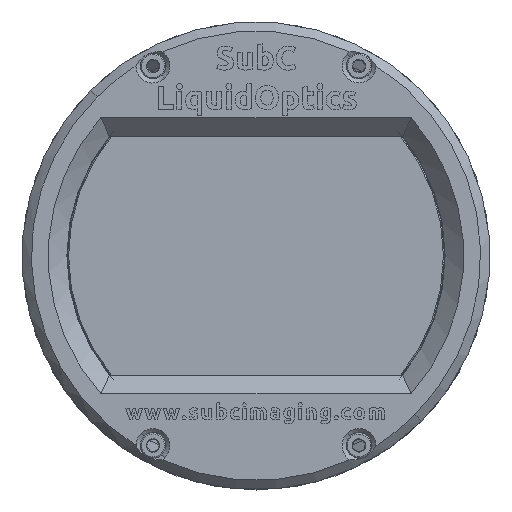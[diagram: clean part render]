
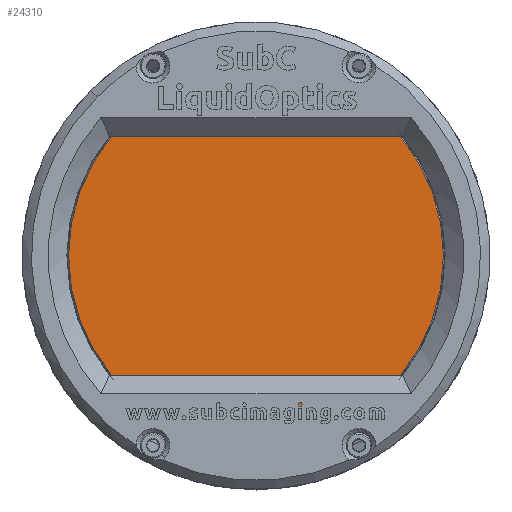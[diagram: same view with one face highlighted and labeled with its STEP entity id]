
A CAD part, top view. The second image highlights one B-rep face of the part: STEP entity #24310.
In plain terms, the highlighted planar face has unit normal (0, 0, 1).
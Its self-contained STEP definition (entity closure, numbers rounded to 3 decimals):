
#301 = CARTESIAN_POINT ( 'NONE',  ( 0., -40.38, 102.67 ) ) ;
#3180 = AXIS2_PLACEMENT_3D ( 'NONE', #17321, #32691, #36246 ) ;
#4103 = EDGE_CURVE ( 'NONE', #26753, #9952, #37205, .T. ) ;
#4412 = DIRECTION ( 'NONE',  ( 0., 0., 1. ) ) ;
#9952 = VERTEX_POINT ( 'NONE', #301 ) ;
#11734 = DIRECTION ( 'NONE',  ( 0., -1., 0. ) ) ;
#14370 = ORIENTED_EDGE ( 'NONE', *, *, #4103, .T. ) ;
#17321 = CARTESIAN_POINT ( 'NONE',  ( 0., 0., 102.67 ) ) ;
#17404 = CARTESIAN_POINT ( 'NONE',  ( 0., 0., 102.67 ) ) ;
#18777 = CARTESIAN_POINT ( 'NONE',  ( 0., 40.38, 102.67 ) ) ;
#21420 = DIRECTION ( 'NONE',  ( 0., 0., 1. ) ) ;
#24310 = ADVANCED_FACE ( 'NONE', ( #46766 ), #38943, .T. ) ;
#26753 = VERTEX_POINT ( 'NONE', #18777 ) ;
#31839 = DIRECTION ( 'NONE',  ( 0., -1., 0. ) ) ;
#32691 = DIRECTION ( 'NONE',  ( 0., 0., 1. ) ) ;
#33061 = CARTESIAN_POINT ( 'NONE',  ( 0., 0., 102.67 ) ) ;
#36174 = AXIS2_PLACEMENT_3D ( 'NONE', #33061, #4412, #11734 ) ;
#36246 = DIRECTION ( 'NONE',  ( 0., -1., 0. ) ) ;
#36509 = AXIS2_PLACEMENT_3D ( 'NONE', #17404, #21420, #31839 ) ;
#37205 = CIRCLE ( 'NONE', #3180, 40.38 ) ;
#37863 = EDGE_CURVE ( 'NONE', #9952, #26753, #46012, .T. ) ;
#38943 = PLANE ( 'NONE',  #36509 ) ;
#39885 = ORIENTED_EDGE ( 'NONE', *, *, #37863, .T. ) ;
#40723 = EDGE_LOOP ( 'NONE', ( #14370, #39885 ) ) ;
#46012 = CIRCLE ( 'NONE', #36174, 40.38 ) ;
#46766 = FACE_OUTER_BOUND ( 'NONE', #40723, .T. ) ;
